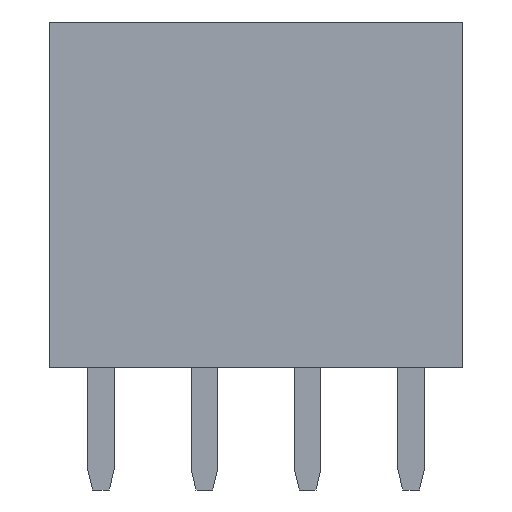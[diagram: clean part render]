
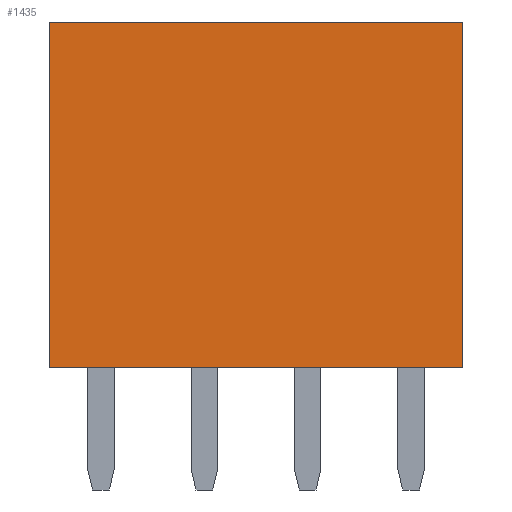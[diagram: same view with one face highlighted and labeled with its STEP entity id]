
A CAD part, left-side view. The second image highlights one B-rep face of the part: STEP entity #1435.
In plain terms, the highlighted planar face has unit normal (-1, 0, 0).
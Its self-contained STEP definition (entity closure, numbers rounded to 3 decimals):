
#853 = VERTEX_POINT('',#854);
#854 = CARTESIAN_POINT('',(-1.25,1.27,0.));
#862 = EDGE_CURVE('',#853,#863,#865,.T.);
#863 = VERTEX_POINT('',#864);
#864 = CARTESIAN_POINT('',(-1.25,1.27,8.5));
#865 = LINE('',#866,#867);
#866 = CARTESIAN_POINT('',(-1.25,1.27,0.));
#867 = VECTOR('',#868,1.);
#868 = DIRECTION('',(0.,0.,1.));
#943 = EDGE_CURVE('',#944,#853,#946,.T.);
#944 = VERTEX_POINT('',#945);
#945 = CARTESIAN_POINT('',(-1.25,-8.89,0.));
#946 = LINE('',#947,#948);
#947 = CARTESIAN_POINT('',(-1.25,-8.89,0.));
#948 = VECTOR('',#949,1.);
#949 = DIRECTION('',(0.,1.,0.));
#1280 = EDGE_CURVE('',#1281,#863,#1283,.T.);
#1281 = VERTEX_POINT('',#1282);
#1282 = CARTESIAN_POINT('',(-1.25,-8.89,8.5));
#1283 = LINE('',#1284,#1285);
#1284 = CARTESIAN_POINT('',(-1.25,-8.89,8.5));
#1285 = VECTOR('',#1286,1.);
#1286 = DIRECTION('',(0.,1.,0.));
#1435 = ADVANCED_FACE('',(#1436),#1447,.T.);
#1436 = FACE_BOUND('',#1437,.T.);
#1437 = EDGE_LOOP('',(#1438,#1444,#1445,#1446));
#1438 = ORIENTED_EDGE('',*,*,#1439,.T.);
#1439 = EDGE_CURVE('',#944,#1281,#1440,.T.);
#1440 = LINE('',#1441,#1442);
#1441 = CARTESIAN_POINT('',(-1.25,-8.89,0.));
#1442 = VECTOR('',#1443,1.);
#1443 = DIRECTION('',(0.,0.,1.));
#1444 = ORIENTED_EDGE('',*,*,#1280,.T.);
#1445 = ORIENTED_EDGE('',*,*,#862,.F.);
#1446 = ORIENTED_EDGE('',*,*,#943,.F.);
#1447 = PLANE('',#1448);
#1448 = AXIS2_PLACEMENT_3D('',#1449,#1450,#1451);
#1449 = CARTESIAN_POINT('',(-1.25,-8.89,0.));
#1450 = DIRECTION('',(-1.,0.,0.));
#1451 = DIRECTION('',(0.,1.,0.));
